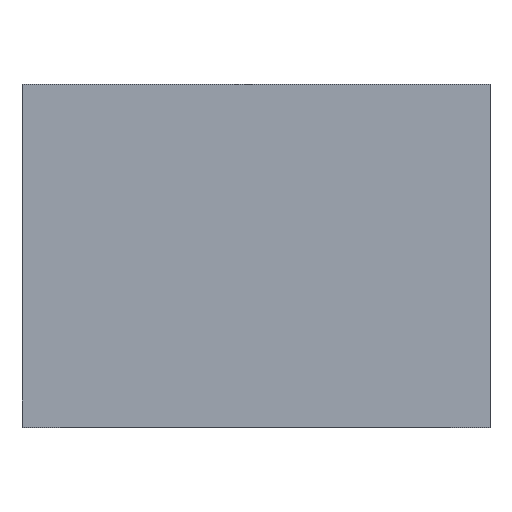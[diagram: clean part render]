
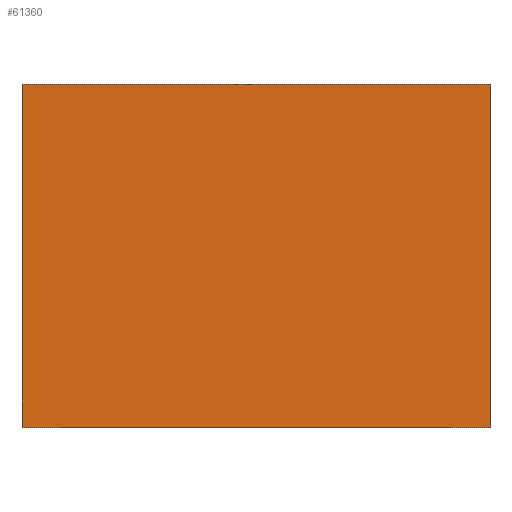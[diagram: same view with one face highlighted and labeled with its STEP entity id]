
A CAD part, top view. The second image highlights one B-rep face of the part: STEP entity #61360.
In plain terms, the highlighted planar face has unit normal (0, 0, 1).
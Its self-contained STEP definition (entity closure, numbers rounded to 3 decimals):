
#10919=ORIENTED_EDGE('',*,*,#19540,.T.);
#10920=ORIENTED_EDGE('',*,*,#19547,.F.);
#10921=ORIENTED_EDGE('',*,*,#19548,.F.);
#10922=ORIENTED_EDGE('',*,*,#19549,.T.);
#19540=EDGE_CURVE('',#24093,#24091,#30599,.T.);
#19547=EDGE_CURVE('',#24099,#24091,#30606,.T.);
#19548=EDGE_CURVE('',#24100,#24099,#30607,.T.);
#19549=EDGE_CURVE('',#24100,#24093,#30608,.T.);
#24091=VERTEX_POINT('',#87389);
#24093=VERTEX_POINT('',#87392);
#24099=VERTEX_POINT('',#87406);
#24100=VERTEX_POINT('',#87408);
#30599=LINE('',#87391,#37234);
#30606=LINE('',#87405,#37241);
#30607=LINE('',#87407,#37242);
#30608=LINE('',#87409,#37243);
#37234=VECTOR('',#74214,1000.);
#37241=VECTOR('',#74223,1000.);
#37242=VECTOR('',#74224,1000.);
#37243=VECTOR('',#74225,1000.);
#39735=EDGE_LOOP('',(#10919,#10920,#10921,#10922));
#42004=FACE_BOUND('',#39735,.T.);
#44268=PLANE('',#63609);
#61360=ADVANCED_FACE('',(#42004),#44268,.F.);
#63609=AXIS2_PLACEMENT_3D('',#87404,#74221,#74222);
#74214=DIRECTION('',(-1.,0.,0.));
#74221=DIRECTION('',(0.,0.,-1.));
#74222=DIRECTION('',(-1.,0.,0.));
#74223=DIRECTION('',(0.,1.,0.));
#74224=DIRECTION('',(-1.,0.,0.));
#74225=DIRECTION('',(0.,1.,0.));
#87389=CARTESIAN_POINT('',(-5.8,4.25,5.25));
#87391=CARTESIAN_POINT('',(5.8,4.25,5.25));
#87392=CARTESIAN_POINT('',(5.8,4.25,5.25));
#87404=CARTESIAN_POINT('',(5.8,-4.25,5.25));
#87405=CARTESIAN_POINT('',(-5.8,-4.25,5.25));
#87406=CARTESIAN_POINT('',(-5.8,-4.25,5.25));
#87407=CARTESIAN_POINT('',(5.8,-4.25,5.25));
#87408=CARTESIAN_POINT('',(5.8,-4.25,5.25));
#87409=CARTESIAN_POINT('',(5.8,-4.25,5.25));
